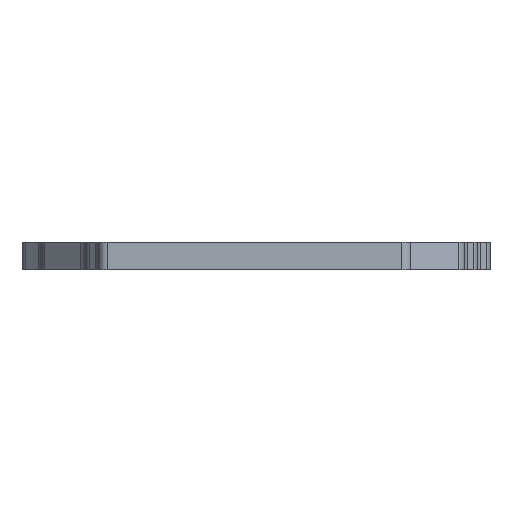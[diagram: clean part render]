
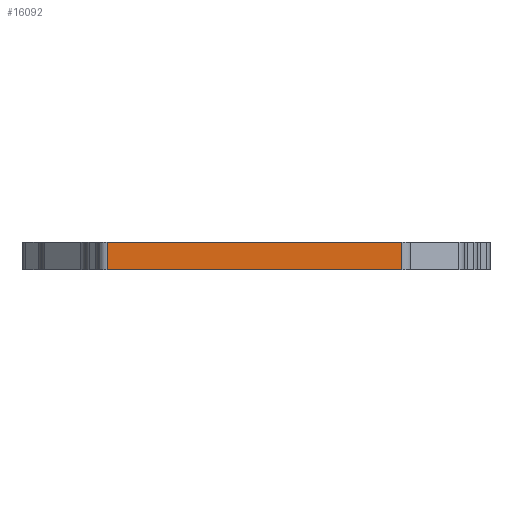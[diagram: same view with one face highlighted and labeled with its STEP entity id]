
A CAD part, left-side view. The second image highlights one B-rep face of the part: STEP entity #16092.
In plain terms, the highlighted planar face has unit normal (-1, 0, 0).
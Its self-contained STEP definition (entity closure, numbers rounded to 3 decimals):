
#681=PLANE('',#17208);
#1238=FACE_OUTER_BOUND('',#2137,.T.);
#2137=EDGE_LOOP('',(#12073,#12074,#12075,#12076));
#2939=LINE('',#23564,#4537);
#3340=LINE('',#24786,#4938);
#3341=LINE('',#24789,#4939);
#3342=LINE('',#24790,#4940);
#4537=VECTOR('',#18538,10.);
#4938=VECTOR('',#19771,10.);
#4939=VECTOR('',#19774,10.);
#4940=VECTOR('',#19775,10.);
#6990=VERTEX_POINT('',#23561);
#6991=VERTEX_POINT('',#23563);
#7396=VERTEX_POINT('',#24784);
#7397=VERTEX_POINT('',#24788);
#8611=EDGE_CURVE('',#6990,#6991,#2939,.T.);
#9223=EDGE_CURVE('',#7396,#6991,#3340,.T.);
#9224=EDGE_CURVE('',#7397,#7396,#3341,.T.);
#9225=EDGE_CURVE('',#7397,#6990,#3342,.T.);
#12073=ORIENTED_EDGE('',*,*,#9224,.T.);
#12074=ORIENTED_EDGE('',*,*,#9223,.T.);
#12075=ORIENTED_EDGE('',*,*,#8611,.F.);
#12076=ORIENTED_EDGE('',*,*,#9225,.F.);
#16092=ADVANCED_FACE('',(#1238),#681,.T.);
#17208=AXIS2_PLACEMENT_3D('',#24787,#19772,#19773);
#18538=DIRECTION('',(0.,-1.,0.));
#19771=DIRECTION('',(0.,0.,1.));
#19772=DIRECTION('center_axis',(-1.,0.,0.));
#19773=DIRECTION('ref_axis',(0.,-1.,0.));
#19774=DIRECTION('',(0.,-1.,0.));
#19775=DIRECTION('',(0.,0.,1.));
#23561=CARTESIAN_POINT('',(-134.75,79.493,5.));
#23563=CARTESIAN_POINT('',(-134.75,26.293,5.));
#23564=CARTESIAN_POINT('',(-134.75,79.493,5.));
#24784=CARTESIAN_POINT('',(-134.75,26.293,0.));
#24786=CARTESIAN_POINT('',(-134.75,26.293,0.));
#24787=CARTESIAN_POINT('Origin',(-134.75,79.493,0.));
#24788=CARTESIAN_POINT('',(-134.75,79.493,0.));
#24789=CARTESIAN_POINT('',(-134.75,79.493,0.));
#24790=CARTESIAN_POINT('',(-134.75,79.493,0.));
